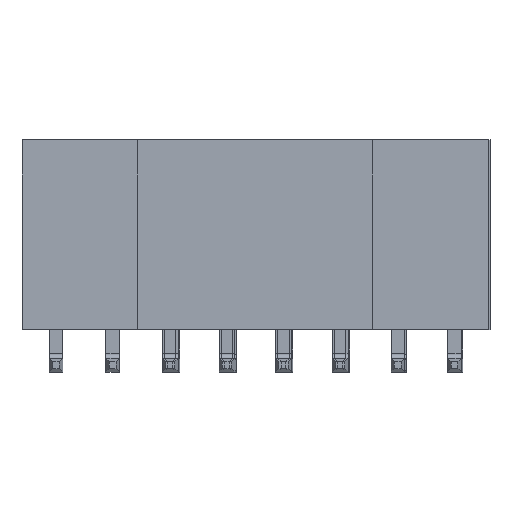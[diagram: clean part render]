
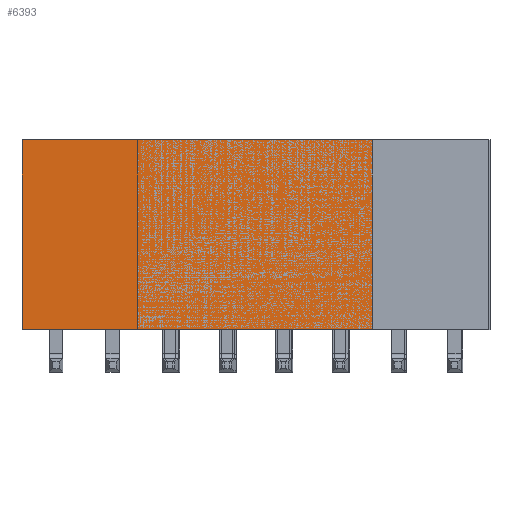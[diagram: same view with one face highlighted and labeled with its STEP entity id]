
A CAD part, top view. The second image highlights one B-rep face of the part: STEP entity #6393.
In plain terms, the highlighted planar face has unit normal (0, 0, 1).
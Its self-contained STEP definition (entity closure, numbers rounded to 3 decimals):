
#5049 = VERTEX_POINT('',#5050);
#5050 = CARTESIAN_POINT('',(15.748,8.509,1.27));
#5067 = VERTEX_POINT('',#5068);
#5068 = CARTESIAN_POINT('',(0.,8.509,1.27));
#5074 = EDGE_CURVE('',#5067,#5049,#5075,.T.);
#5075 = LINE('',#5076,#5077);
#5076 = CARTESIAN_POINT('',(0.,8.509,1.27));
#5077 = VECTOR('',#5078,1.);
#5078 = DIRECTION('',(1.,0.,0.));
#6367 = VERTEX_POINT('',#6368);
#6368 = CARTESIAN_POINT('',(15.748,0.,1.27));
#6374 = EDGE_CURVE('',#6375,#6367,#6377,.T.);
#6375 = VERTEX_POINT('',#6376);
#6376 = CARTESIAN_POINT('',(0.,0.,1.27));
#6377 = LINE('',#6378,#6379);
#6378 = CARTESIAN_POINT('',(0.,0.,1.27));
#6379 = VECTOR('',#6380,1.);
#6380 = DIRECTION('',(1.,0.,0.));
#6393 = ADVANCED_FACE('',(#6394),#6410,.T.);
#6394 = FACE_BOUND('',#6395,.T.);
#6395 = EDGE_LOOP('',(#6396,#6402,#6403,#6409));
#6396 = ORIENTED_EDGE('',*,*,#6397,.T.);
#6397 = EDGE_CURVE('',#6367,#5049,#6398,.T.);
#6398 = LINE('',#6399,#6400);
#6399 = CARTESIAN_POINT('',(15.748,8.509,1.27));
#6400 = VECTOR('',#6401,1.);
#6401 = DIRECTION('',(0.,1.,0.));
#6402 = ORIENTED_EDGE('',*,*,#5074,.F.);
#6403 = ORIENTED_EDGE('',*,*,#6404,.T.);
#6404 = EDGE_CURVE('',#5067,#6375,#6405,.T.);
#6405 = LINE('',#6406,#6407);
#6406 = CARTESIAN_POINT('',(0.,8.509,1.27));
#6407 = VECTOR('',#6408,1.);
#6408 = DIRECTION('',(0.,-1.,0.));
#6409 = ORIENTED_EDGE('',*,*,#6374,.T.);
#6410 = PLANE('',#6411);
#6411 = AXIS2_PLACEMENT_3D('',#6412,#6413,#6414);
#6412 = CARTESIAN_POINT('',(0.,4.255,1.27));
#6413 = DIRECTION('',(0.,0.,1.));
#6414 = DIRECTION('',(1.,0.,-0.));
